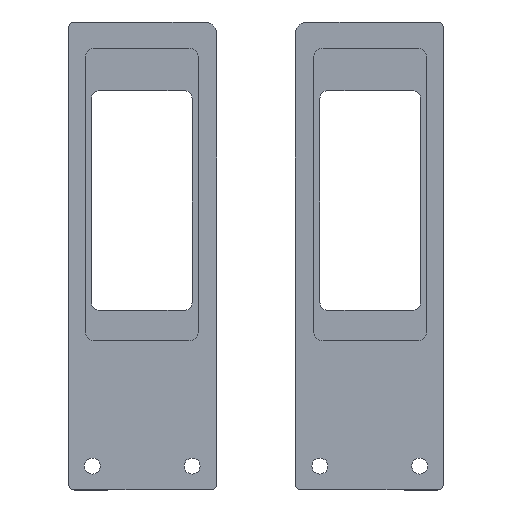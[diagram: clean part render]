
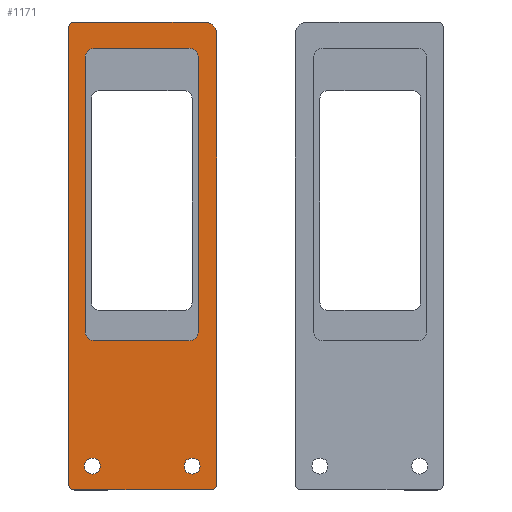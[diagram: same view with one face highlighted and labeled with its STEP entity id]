
A CAD part, top view. The second image highlights one B-rep face of the part: STEP entity #1171.
In plain terms, the highlighted planar face has unit normal (0, 0, 1).
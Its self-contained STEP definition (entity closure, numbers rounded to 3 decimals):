
#23=FACE_BOUND('',#174,.T.);
#24=FACE_BOUND('',#175,.T.);
#25=FACE_BOUND('',#176,.T.);
#51=PLANE('',#1284);
#101=FACE_OUTER_BOUND('',#173,.T.);
#173=EDGE_LOOP('',(#921,#922,#923,#924,#925,#926,#927,#928));
#174=EDGE_LOOP('',(#929));
#175=EDGE_LOOP('',(#930));
#176=EDGE_LOOP('',(#931,#932,#933,#934,#935,#936,#937,#938));
#229=LINE('',#1758,#333);
#234=LINE('',#1772,#338);
#253=LINE('',#1824,#357);
#259=LINE('',#1848,#363);
#263=LINE('',#1872,#367);
#265=LINE('',#1876,#369);
#267=LINE('',#1881,#371);
#270=LINE('',#1888,#374);
#333=VECTOR('',#1386,10.);
#338=VECTOR('',#1401,10.);
#357=VECTOR('',#1456,10.);
#363=VECTOR('',#1480,10.);
#367=VECTOR('',#1510,10.);
#369=VECTOR('',#1516,10.);
#371=VECTOR('',#1522,10.);
#374=VECTOR('',#1531,10.);
#428=CIRCLE('',#1222,1.2);
#436=CIRCLE('',#1233,1.2);
#437=CIRCLE('',#1235,1.2);
#438=CIRCLE('',#1238,1.2);
#443=CIRCLE('',#1252,0.8);
#450=CIRCLE('',#1262,0.8);
#451=CIRCLE('',#1265,0.8);
#452=CIRCLE('',#1267,1.);
#455=CIRCLE('',#1272,1.);
#458=CIRCLE('',#1282,1.6);
#493=VERTEX_POINT('',#1721);
#494=VERTEX_POINT('',#1723);
#509=VERTEX_POINT('',#1757);
#510=VERTEX_POINT('',#1761);
#511=VERTEX_POINT('',#1765);
#512=VERTEX_POINT('',#1767);
#513=VERTEX_POINT('',#1771);
#514=VERTEX_POINT('',#1775);
#523=VERTEX_POINT('',#1811);
#524=VERTEX_POINT('',#1812);
#528=VERTEX_POINT('',#1822);
#536=VERTEX_POINT('',#1842);
#537=VERTEX_POINT('',#1846);
#538=VERTEX_POINT('',#1850);
#539=VERTEX_POINT('',#1854);
#542=VERTEX_POINT('',#1863);
#545=VERTEX_POINT('',#1880);
#546=VERTEX_POINT('',#1884);
#605=EDGE_CURVE('',#493,#494,#428,.T.);
#622=EDGE_CURVE('',#509,#494,#229,.T.);
#624=EDGE_CURVE('',#509,#510,#436,.T.);
#627=EDGE_CURVE('',#511,#512,#437,.T.);
#629=EDGE_CURVE('',#513,#512,#234,.T.);
#631=EDGE_CURVE('',#513,#514,#438,.T.);
#649=EDGE_CURVE('',#523,#524,#443,.T.);
#655=EDGE_CURVE('',#523,#528,#253,.T.);
#664=EDGE_CURVE('',#536,#528,#450,.T.);
#667=EDGE_CURVE('',#536,#537,#259,.T.);
#668=EDGE_CURVE('',#538,#537,#451,.T.);
#670=EDGE_CURVE('',#539,#539,#452,.T.);
#674=EDGE_CURVE('',#542,#542,#455,.T.);
#678=EDGE_CURVE('',#493,#514,#263,.T.);
#680=EDGE_CURVE('',#511,#510,#265,.T.);
#682=EDGE_CURVE('',#545,#524,#267,.T.);
#684=EDGE_CURVE('',#546,#545,#458,.T.);
#686=EDGE_CURVE('',#538,#546,#270,.T.);
#921=ORIENTED_EDGE('',*,*,#649,.F.);
#922=ORIENTED_EDGE('',*,*,#655,.T.);
#923=ORIENTED_EDGE('',*,*,#664,.F.);
#924=ORIENTED_EDGE('',*,*,#667,.T.);
#925=ORIENTED_EDGE('',*,*,#668,.F.);
#926=ORIENTED_EDGE('',*,*,#686,.T.);
#927=ORIENTED_EDGE('',*,*,#684,.T.);
#928=ORIENTED_EDGE('',*,*,#682,.T.);
#929=ORIENTED_EDGE('',*,*,#670,.T.);
#930=ORIENTED_EDGE('',*,*,#674,.T.);
#931=ORIENTED_EDGE('',*,*,#680,.T.);
#932=ORIENTED_EDGE('',*,*,#624,.F.);
#933=ORIENTED_EDGE('',*,*,#622,.T.);
#934=ORIENTED_EDGE('',*,*,#605,.F.);
#935=ORIENTED_EDGE('',*,*,#678,.T.);
#936=ORIENTED_EDGE('',*,*,#631,.F.);
#937=ORIENTED_EDGE('',*,*,#629,.T.);
#938=ORIENTED_EDGE('',*,*,#627,.F.);
#1171=ADVANCED_FACE('',(#101,#23,#24,#25),#51,.T.);
#1222=AXIS2_PLACEMENT_3D('',#1724,#1357,#1358);
#1233=AXIS2_PLACEMENT_3D('',#1762,#1390,#1391);
#1235=AXIS2_PLACEMENT_3D('',#1768,#1396,#1397);
#1238=AXIS2_PLACEMENT_3D('',#1776,#1405,#1406);
#1252=AXIS2_PLACEMENT_3D('',#1813,#1446,#1447);
#1262=AXIS2_PLACEMENT_3D('',#1843,#1474,#1475);
#1265=AXIS2_PLACEMENT_3D('',#1851,#1483,#1484);
#1267=AXIS2_PLACEMENT_3D('',#1855,#1488,#1489);
#1272=AXIS2_PLACEMENT_3D('',#1864,#1499,#1500);
#1282=AXIS2_PLACEMENT_3D('',#1885,#1526,#1527);
#1284=AXIS2_PLACEMENT_3D('',#1889,#1532,#1533);
#1357=DIRECTION('center_axis',(0.,0.,1.));
#1358=DIRECTION('ref_axis',(0.707,0.707,0.));
#1386=DIRECTION('',(1.,0.,0.));
#1390=DIRECTION('center_axis',(0.,0.,1.));
#1391=DIRECTION('ref_axis',(-0.707,0.707,0.));
#1396=DIRECTION('center_axis',(0.,0.,1.));
#1397=DIRECTION('ref_axis',(-0.707,-0.707,0.));
#1401=DIRECTION('',(-1.,0.,0.));
#1405=DIRECTION('center_axis',(0.,0.,1.));
#1406=DIRECTION('ref_axis',(0.707,-0.707,0.));
#1446=DIRECTION('center_axis',(0.,0.,-1.));
#1447=DIRECTION('ref_axis',(-0.707,0.707,0.));
#1456=DIRECTION('',(0.,-1.,0.));
#1474=DIRECTION('center_axis',(0.,0.,-1.));
#1475=DIRECTION('ref_axis',(-0.707,-0.707,0.));
#1480=DIRECTION('',(1.,0.,0.));
#1483=DIRECTION('center_axis',(0.,0.,-1.));
#1484=DIRECTION('ref_axis',(0.707,-0.707,0.));
#1488=DIRECTION('center_axis',(0.,0.,-1.));
#1489=DIRECTION('ref_axis',(1.,0.,0.));
#1499=DIRECTION('center_axis',(0.,0.,-1.));
#1500=DIRECTION('ref_axis',(1.,0.,0.));
#1510=DIRECTION('',(0.,-1.,0.));
#1516=DIRECTION('',(0.,1.,0.));
#1522=DIRECTION('',(-1.,0.,0.));
#1526=DIRECTION('center_axis',(0.,0.,1.));
#1527=DIRECTION('ref_axis',(1.,0.,0.));
#1531=DIRECTION('',(0.,1.,0.));
#1532=DIRECTION('center_axis',(0.,0.,1.));
#1533=DIRECTION('ref_axis',(1.,0.,0.));
#1721=CARTESIAN_POINT('',(-7.2,59.1,1.5));
#1723=CARTESIAN_POINT('',(-8.4,60.3,1.5));
#1724=CARTESIAN_POINT('Origin',(-8.4,59.1,1.5));
#1757=CARTESIAN_POINT('',(-20.2,60.3,1.5));
#1758=CARTESIAN_POINT('',(-21.4,60.3,1.5));
#1761=CARTESIAN_POINT('',(-21.4,59.1,1.5));
#1762=CARTESIAN_POINT('Origin',(-20.2,59.1,1.5));
#1765=CARTESIAN_POINT('',(-21.4,24.9,1.5));
#1767=CARTESIAN_POINT('',(-20.2,23.7,1.5));
#1768=CARTESIAN_POINT('Origin',(-20.2,24.9,1.5));
#1771=CARTESIAN_POINT('',(-8.4,23.7,1.5));
#1772=CARTESIAN_POINT('',(-21.4,23.7,1.5));
#1775=CARTESIAN_POINT('',(-7.2,24.9,1.5));
#1776=CARTESIAN_POINT('Origin',(-8.4,24.9,1.5));
#1811=CARTESIAN_POINT('',(-23.5,62.8,1.5));
#1812=CARTESIAN_POINT('',(-22.7,63.6,1.5));
#1813=CARTESIAN_POINT('Origin',(-22.7,62.8,1.5));
#1822=CARTESIAN_POINT('',(-23.5,5.8,1.5));
#1824=CARTESIAN_POINT('',(-23.5,5.,1.5));
#1842=CARTESIAN_POINT('',(-22.7,5.,1.5));
#1843=CARTESIAN_POINT('Origin',(-22.7,5.8,1.5));
#1846=CARTESIAN_POINT('',(-5.7,5.,1.5));
#1848=CARTESIAN_POINT('',(-23.5,5.,1.5));
#1850=CARTESIAN_POINT('',(-4.9,5.8,1.5));
#1851=CARTESIAN_POINT('Origin',(-5.7,5.8,1.5));
#1854=CARTESIAN_POINT('',(-21.5,8.,1.5));
#1855=CARTESIAN_POINT('Origin',(-20.5,8.,1.5));
#1863=CARTESIAN_POINT('',(-9.,8.,1.5));
#1864=CARTESIAN_POINT('Origin',(-8.,8.,1.5));
#1872=CARTESIAN_POINT('',(-7.2,60.3,1.5));
#1876=CARTESIAN_POINT('',(-21.4,23.7,1.5));
#1880=CARTESIAN_POINT('',(-6.5,63.6,1.5));
#1881=CARTESIAN_POINT('',(-23.5,63.6,1.5));
#1884=CARTESIAN_POINT('',(-4.9,62.,1.5));
#1885=CARTESIAN_POINT('Origin',(-6.5,62.,1.5));
#1888=CARTESIAN_POINT('',(-4.9,5.,1.5));
#1889=CARTESIAN_POINT('Origin',(-14.2,34.3,1.5));
